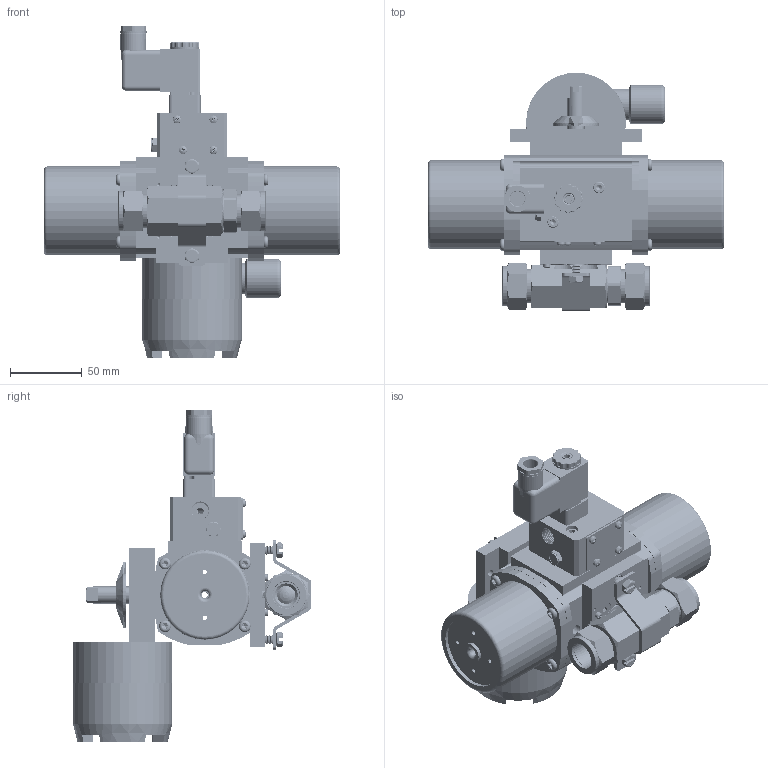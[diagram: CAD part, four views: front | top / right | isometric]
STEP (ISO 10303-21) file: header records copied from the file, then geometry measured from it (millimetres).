
FILE_DESCRIPTION (( 'STEP AP203' ), '1' );
FILE_NAME ('8205XXC12A512SR3GPDSLS.step', '2018-04-20T13:06:08', ( '' ), ( '' ), 'SwSTEP 2.0', 'SolidWorks 2017', '' );
FILE_SCHEMA (( 'CONFIG_CONTROL_DESIGN' ));
Length unit declared in the file: inch
Products named in the file (1): 8205XXC12A512SR3GPDSLS
Bounding box: 206.38 x 166.09 x 231.11 mm (x, y, z)
Volume: 789703.6 mm3; surface area: 339718.6 mm2
Topology: 73 solids, 73 shells, 5727 faces, 14954 edges, 9390 vertices
Faces by surface type: cylinder 2820, cone 1566, plane 962, torus 196, bspline 165, sphere 18
Entity records: 226916 total; most frequent: CARTESIAN_POINT 91449, ORIENTED_EDGE 29576, DIRECTION 28422, EDGE_CURVE 14788, AXIS2_PLACEMENT_3D 11398, VERTEX_POINT 9386, EDGE_LOOP 6164, CIRCLE 5835
